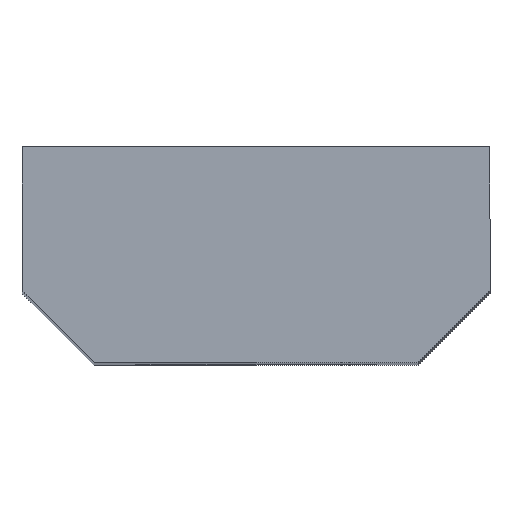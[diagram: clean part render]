
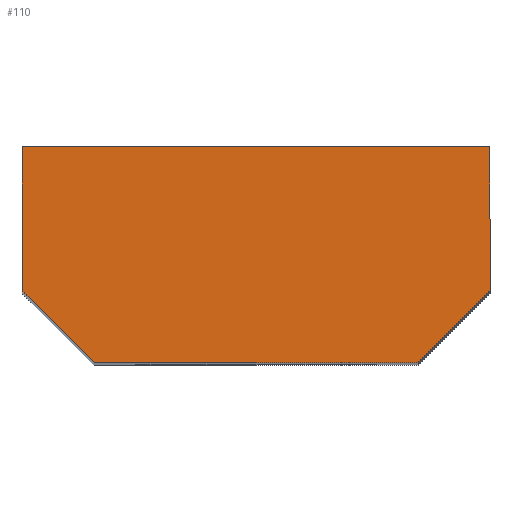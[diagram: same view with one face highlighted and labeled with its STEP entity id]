
A CAD part, top view. The second image highlights one B-rep face of the part: STEP entity #110.
In plain terms, the highlighted planar face has unit normal (0, 0, 1).
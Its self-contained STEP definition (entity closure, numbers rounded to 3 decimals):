
#22 = DIRECTION ( 'NONE',  ( 0.707, -0.707, 0. ) ) ;
#23 = CARTESIAN_POINT ( 'NONE',  ( -6.5, -4., 20. ) ) ;
#25 = DIRECTION ( 'NONE',  ( 0.707, 0.707, 0. ) ) ;
#26 = CARTESIAN_POINT ( 'NONE',  ( 6.5, -4., 20. ) ) ;
#27 = DIRECTION ( 'NONE',  ( 1., 0., 0. ) ) ;
#28 = CARTESIAN_POINT ( 'NONE',  ( -4.5, -6., 20. ) ) ;
#41 = VECTOR ( 'NONE', #27, 1000. ) ;
#48 = VECTOR ( 'NONE', #180, 1000. ) ;
#53 = VECTOR ( 'NONE', #25, 1000. ) ;
#59 = VECTOR ( 'NONE', #167, 1000. ) ;
#77 = VECTOR ( 'NONE', #22, 1000. ) ;
#83 = AXIS2_PLACEMENT_3D ( 'NONE', #139, #140, #141 ) ;
#92 = VECTOR ( 'NONE', #187, 1000. ) ;
#99 = EDGE_CURVE ( 'NONE', #288, #285, #312, .T. ) ;
#100 = EDGE_CURVE ( 'NONE', #292, #288, #315, .T. ) ;
#102 = EDGE_CURVE ( 'NONE', #285, #284, #275, .T. ) ;
#110 = ADVANCED_FACE ( 'NONE', ( #318 ), #138, .T. ) ;
#121 = EDGE_CURVE ( 'NONE', #291, #292, #325, .T. ) ;
#127 = EDGE_CURVE ( 'NONE', #284, #286, #336, .T. ) ;
#130 = EDGE_CURVE ( 'NONE', #286, #291, #334, .T. ) ;
#138 = PLANE ( 'NONE',  #83 ) ;
#139 = CARTESIAN_POINT ( 'NONE',  ( -6.5, -6., 20. ) ) ;
#140 = DIRECTION ( 'NONE',  ( 0., 0., 1. ) ) ;
#141 = DIRECTION ( 'NONE',  ( 1., 0., 0. ) ) ;
#166 = CARTESIAN_POINT ( 'NONE',  ( -6.5, 0., 20. ) ) ;
#167 = DIRECTION ( 'NONE',  ( 0., -1., 0. ) ) ;
#179 = CARTESIAN_POINT ( 'NONE',  ( 6.5, 0., 20. ) ) ;
#180 = DIRECTION ( 'NONE',  ( 0., 1., 0. ) ) ;
#186 = CARTESIAN_POINT ( 'NONE',  ( -6.5, 0., 20. ) ) ;
#187 = DIRECTION ( 'NONE',  ( -1., 0., 0. ) ) ;
#194 = CARTESIAN_POINT ( 'NONE',  ( 6.5, -4., 20. ) ) ;
#195 = CARTESIAN_POINT ( 'NONE',  ( 4.5, -6., 20. ) ) ;
#196 = CARTESIAN_POINT ( 'NONE',  ( 6.5, 0., 20. ) ) ;
#198 = CARTESIAN_POINT ( 'NONE',  ( -4.5, -6., 20. ) ) ;
#201 = CARTESIAN_POINT ( 'NONE',  ( -6.5, 0., 20. ) ) ;
#202 = CARTESIAN_POINT ( 'NONE',  ( -6.5, -4., 20. ) ) ;
#230 = EDGE_LOOP ( 'NONE', ( #300, #301, #302, #298, #303, #304 ) ) ;
#275 = LINE ( 'NONE', #26, #53 ) ;
#284 = VERTEX_POINT ( 'NONE', #194 ) ;
#285 = VERTEX_POINT ( 'NONE', #195 ) ;
#286 = VERTEX_POINT ( 'NONE', #196 ) ;
#288 = VERTEX_POINT ( 'NONE', #198 ) ;
#291 = VERTEX_POINT ( 'NONE', #201 ) ;
#292 = VERTEX_POINT ( 'NONE', #202 ) ;
#298 = ORIENTED_EDGE ( 'NONE', *, *, #102, .T. ) ;
#300 = ORIENTED_EDGE ( 'NONE', *, *, #121, .T. ) ;
#301 = ORIENTED_EDGE ( 'NONE', *, *, #100, .T. ) ;
#302 = ORIENTED_EDGE ( 'NONE', *, *, #99, .T. ) ;
#303 = ORIENTED_EDGE ( 'NONE', *, *, #127, .T. ) ;
#304 = ORIENTED_EDGE ( 'NONE', *, *, #130, .T. ) ;
#312 = LINE ( 'NONE', #28, #41 ) ;
#315 = LINE ( 'NONE', #23, #77 ) ;
#318 = FACE_OUTER_BOUND ( 'NONE', #230, .T. ) ;
#325 = LINE ( 'NONE', #166, #59 ) ;
#334 = LINE ( 'NONE', #186, #92 ) ;
#336 = LINE ( 'NONE', #179, #48 ) ;
